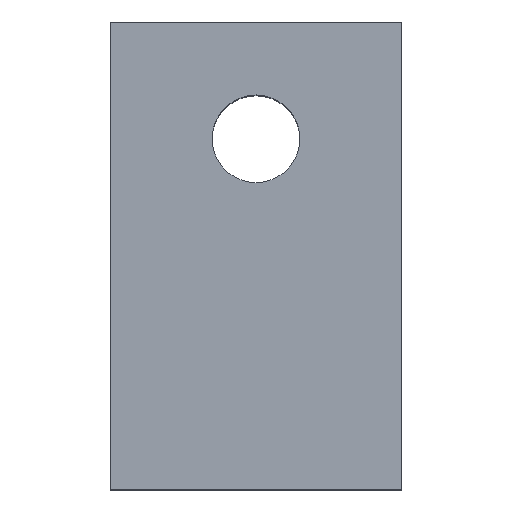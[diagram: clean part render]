
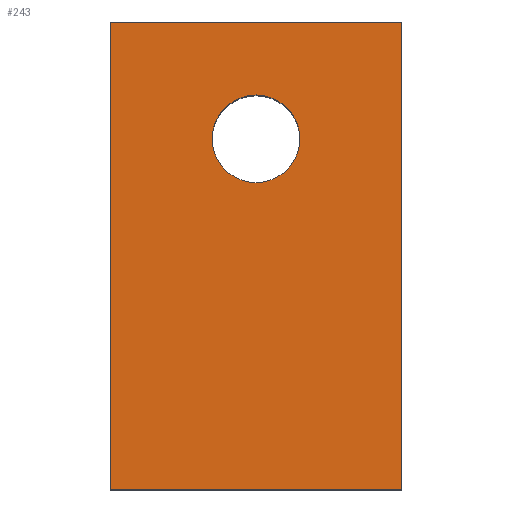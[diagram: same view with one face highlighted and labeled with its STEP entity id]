
A CAD part, top view. The second image highlights one B-rep face of the part: STEP entity #243.
In plain terms, the highlighted planar face has unit normal (0, 0, 1).
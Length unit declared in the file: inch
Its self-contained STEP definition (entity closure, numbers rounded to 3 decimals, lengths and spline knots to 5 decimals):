
#15=LINE('',#361,#39);
#16=LINE('',#363,#40);
#17=LINE('',#365,#41);
#18=LINE('',#366,#42);
#39=VECTOR('',#299,3.14961);
#40=VECTOR('',#300,1.9685);
#41=VECTOR('',#301,3.14961);
#42=VECTOR('',#302,1.9685);
#64=PLANE('',#265);
#77=FACE_BOUND('',#104,.T.);
#86=FACE_OUTER_BOUND('',#103,.T.);
#103=EDGE_LOOP('',(#183,#184,#185,#186));
#104=EDGE_LOOP('',(#187));
#120=CIRCLE('',#259,0.29528);
#126=VERTEX_POINT('',#348);
#130=VERTEX_POINT('',#359);
#131=VERTEX_POINT('',#360);
#132=VERTEX_POINT('',#362);
#133=VERTEX_POINT('',#364);
#148=EDGE_CURVE('',#126,#126,#120,.T.);
#152=EDGE_CURVE('',#130,#131,#15,.T.);
#153=EDGE_CURVE('',#130,#132,#16,.T.);
#154=EDGE_CURVE('',#133,#132,#17,.T.);
#155=EDGE_CURVE('',#131,#133,#18,.T.);
#183=ORIENTED_EDGE('',*,*,#152,.F.);
#184=ORIENTED_EDGE('',*,*,#153,.T.);
#185=ORIENTED_EDGE('',*,*,#154,.F.);
#186=ORIENTED_EDGE('',*,*,#155,.F.);
#187=ORIENTED_EDGE('',*,*,#148,.T.);
#243=ADVANCED_FACE('',(#86,#77),#64,.T.);
#259=AXIS2_PLACEMENT_3D('',#349,#285,#286);
#265=AXIS2_PLACEMENT_3D('',#358,#297,#298);
#285=DIRECTION('center_axis',(0.,0.,-1.));
#286=DIRECTION('ref_axis',(-1.,0.,0.));
#297=DIRECTION('center_axis',(0.,0.,1.));
#298=DIRECTION('ref_axis',(0.,-1.,0.));
#299=DIRECTION('',(0.,1.,0.));
#300=DIRECTION('',(1.,0.,0.));
#301=DIRECTION('',(0.,-1.,0.));
#302=DIRECTION('',(1.,0.,0.));
#348=CARTESIAN_POINT('',(1.27953,2.3622,3.14961));
#349=CARTESIAN_POINT('Origin',(0.98425,2.3622,3.14961));
#358=CARTESIAN_POINT('Origin',(0.,3.14961,3.14961));
#359=CARTESIAN_POINT('',(0.,0.,3.14961));
#360=CARTESIAN_POINT('',(0.,3.14961,3.14961));
#361=CARTESIAN_POINT('',(0.,0.,3.14961));
#362=CARTESIAN_POINT('',(1.9685,0.,3.14961));
#363=CARTESIAN_POINT('',(0.,0.,3.14961));
#364=CARTESIAN_POINT('',(1.9685,3.14961,3.14961));
#365=CARTESIAN_POINT('',(1.9685,0.,3.14961));
#366=CARTESIAN_POINT('',(0.,3.14961,3.14961));
